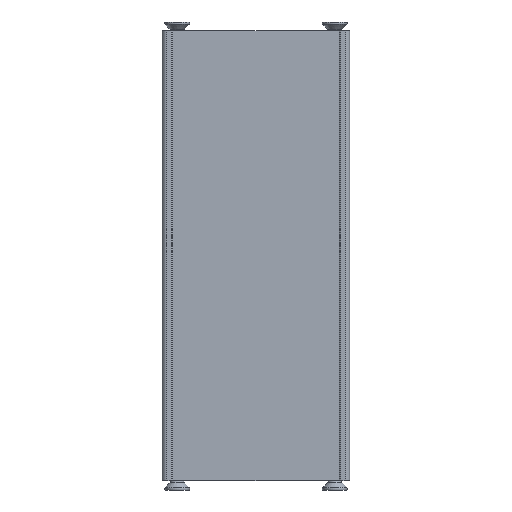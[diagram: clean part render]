
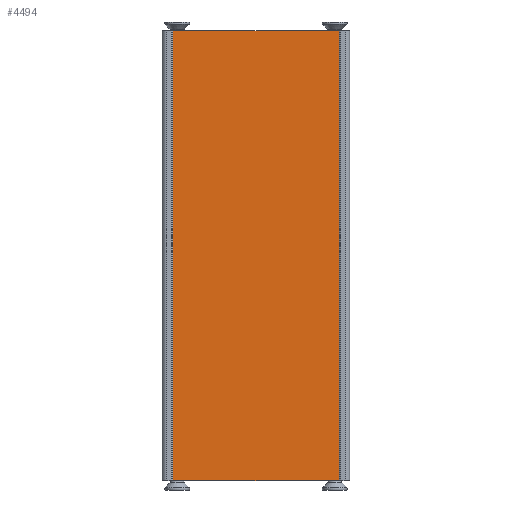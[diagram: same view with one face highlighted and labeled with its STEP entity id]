
A CAD part, front view. The second image highlights one B-rep face of the part: STEP entity #4494.
In plain terms, the highlighted planar face has unit normal (0, -1, 0).
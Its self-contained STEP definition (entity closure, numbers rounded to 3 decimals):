
#225=PLANE('',#4897);
#362=FACE_OUTER_BOUND('',#602,.T.);
#602=EDGE_LOOP('',(#3306,#3307,#3308,#3309));
#817=LINE('',#6670,#1220);
#914=LINE('',#6941,#1317);
#916=LINE('',#6947,#1319);
#925=LINE('',#6967,#1328);
#1220=VECTOR('',#5328,36.9);
#1317=VECTOR('',#5621,100.);
#1319=VECTOR('',#5627,100.);
#1328=VECTOR('',#5656,36.9);
#1879=VERTEX_POINT('',#6667);
#1880=VERTEX_POINT('',#6669);
#1956=VERTEX_POINT('',#6939);
#1957=VERTEX_POINT('',#6943);
#2340=EDGE_CURVE('',#1880,#1879,#817,.T.);
#2476=EDGE_CURVE('',#1956,#1879,#914,.T.);
#2479=EDGE_CURVE('',#1880,#1957,#916,.T.);
#2489=EDGE_CURVE('',#1956,#1957,#925,.T.);
#3306=ORIENTED_EDGE('',*,*,#2476,.F.);
#3307=ORIENTED_EDGE('',*,*,#2489,.T.);
#3308=ORIENTED_EDGE('',*,*,#2479,.F.);
#3309=ORIENTED_EDGE('',*,*,#2340,.T.);
#4494=ADVANCED_FACE('',(#362),#225,.T.);
#4897=AXIS2_PLACEMENT_3D('',#6966,#5654,#5655);
#5328=DIRECTION('',(1.,0.,0.));
#5621=DIRECTION('',(0.,0.,-1.));
#5627=DIRECTION('',(0.,0.,1.));
#5654=DIRECTION('center_axis',(0.,-1.,0.));
#5655=DIRECTION('ref_axis',(0.,0.,-1.));
#5656=DIRECTION('',(-1.,0.,0.));
#6667=CARTESIAN_POINT('',(18.45,-7.2,-50.));
#6669=CARTESIAN_POINT('',(-18.45,-7.2,-50.));
#6670=CARTESIAN_POINT('',(-18.45,-7.2,-50.));
#6939=CARTESIAN_POINT('',(18.45,-7.2,50.));
#6941=CARTESIAN_POINT('',(18.45,-7.2,50.));
#6943=CARTESIAN_POINT('',(-18.45,-7.2,50.));
#6947=CARTESIAN_POINT('',(-18.45,-7.2,-50.));
#6966=CARTESIAN_POINT('Origin',(-18.65,-7.2,0.));
#6967=CARTESIAN_POINT('',(18.45,-7.2,50.));
